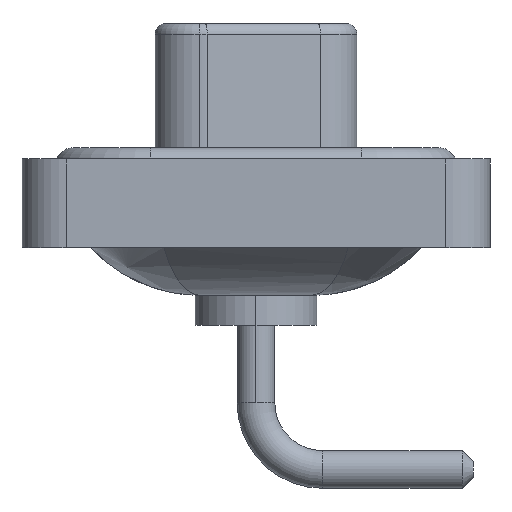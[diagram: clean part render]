
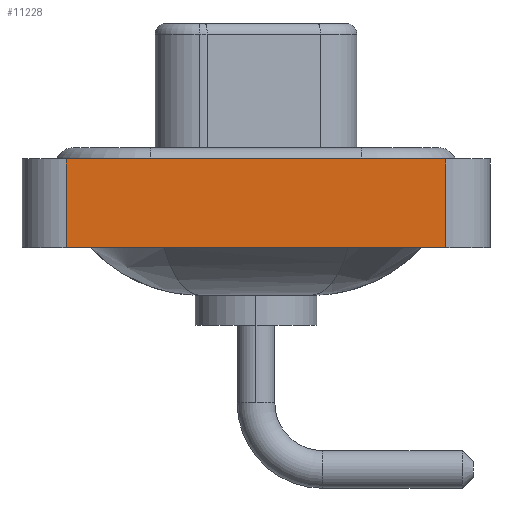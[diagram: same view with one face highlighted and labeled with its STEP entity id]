
A CAD part, left-side view. The second image highlights one B-rep face of the part: STEP entity #11228.
In plain terms, the highlighted planar face has unit normal (-1, 0, 0).
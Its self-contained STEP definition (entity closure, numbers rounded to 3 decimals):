
#253 = CARTESIAN_POINT ( 'NONE',  ( -7.3, 8.55, -3.6 ) ) ;
#1159 = CARTESIAN_POINT ( 'NONE',  ( -7.3, -8.55, -3.6 ) ) ;
#1840 = LINE ( 'NONE', #14248, #3134 ) ;
#2864 = CARTESIAN_POINT ( 'NONE',  ( -7.3, 8.55, -3.6 ) ) ;
#2976 = PLANE ( 'NONE',  #3526 ) ;
#3134 = VECTOR ( 'NONE', #14490, 1000. ) ;
#3526 = AXIS2_PLACEMENT_3D ( 'NONE', #8018, #6759, #10590 ) ;
#3576 = DIRECTION ( 'NONE',  ( 0., 0., 1. ) ) ;
#4594 = ORIENTED_EDGE ( 'NONE', *, *, #5313, .F. ) ;
#4660 = VECTOR ( 'NONE', #3576, 1000. ) ;
#4805 = EDGE_CURVE ( 'NONE', #16093, #13074, #9777, .T. ) ;
#5313 = EDGE_CURVE ( 'NONE', #12068, #13105, #6795, .T. ) ;
#6759 = DIRECTION ( 'NONE',  ( -1., 0., 0. ) ) ;
#6795 = LINE ( 'NONE', #2864, #10275 ) ;
#8018 = CARTESIAN_POINT ( 'NONE',  ( -7.3, -8.55, -3.6 ) ) ;
#8543 = EDGE_CURVE ( 'NONE', #13105, #13074, #1840, .T. ) ;
#9390 = DIRECTION ( 'NONE',  ( 0., 0., 1. ) ) ;
#9424 = CARTESIAN_POINT ( 'NONE',  ( -7.3, -8.55, 0.4 ) ) ;
#9659 = EDGE_LOOP ( 'NONE', ( #14515, #10677, #4594, #16143 ) ) ;
#9777 = LINE ( 'NONE', #14977, #4660 ) ;
#10249 = CARTESIAN_POINT ( 'NONE',  ( -7.3, -8.55, -3.6 ) ) ;
#10275 = VECTOR ( 'NONE', #9390, 1000. ) ;
#10288 = EDGE_CURVE ( 'NONE', #12068, #16093, #11065, .T. ) ;
#10590 = DIRECTION ( 'NONE',  ( 0., 0., 1. ) ) ;
#10650 = CARTESIAN_POINT ( 'NONE',  ( -7.3, 8.55, 0.4 ) ) ;
#10664 = FACE_OUTER_BOUND ( 'NONE', #9659, .T. ) ;
#10677 = ORIENTED_EDGE ( 'NONE', *, *, #8543, .F. ) ;
#11065 = LINE ( 'NONE', #1159, #14877 ) ;
#11228 = ADVANCED_FACE ( 'NONE', ( #10664 ), #2976, .T. ) ;
#12068 = VERTEX_POINT ( 'NONE', #253 ) ;
#13074 = VERTEX_POINT ( 'NONE', #9424 ) ;
#13105 = VERTEX_POINT ( 'NONE', #10650 ) ;
#14248 = CARTESIAN_POINT ( 'NONE',  ( -7.3, -8.55, 0.4 ) ) ;
#14490 = DIRECTION ( 'NONE',  ( 0., -1., 0. ) ) ;
#14515 = ORIENTED_EDGE ( 'NONE', *, *, #4805, .T. ) ;
#14877 = VECTOR ( 'NONE', #16200, 1000. ) ;
#14977 = CARTESIAN_POINT ( 'NONE',  ( -7.3, -8.55, -3.6 ) ) ;
#16093 = VERTEX_POINT ( 'NONE', #10249 ) ;
#16143 = ORIENTED_EDGE ( 'NONE', *, *, #10288, .T. ) ;
#16200 = DIRECTION ( 'NONE',  ( 0., -1., 0. ) ) ;
